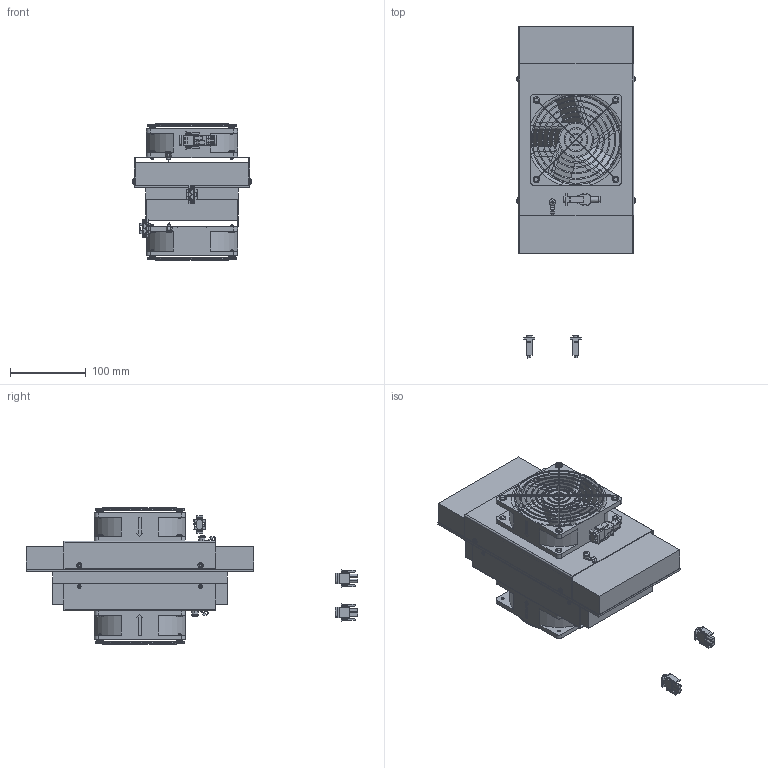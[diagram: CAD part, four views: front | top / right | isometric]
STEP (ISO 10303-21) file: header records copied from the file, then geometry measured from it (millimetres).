
FILE_DESCRIPTION (( 'STEP AP214' ), '1' );
FILE_NAME ('錨璃45.STEP', '2018-12-07T05:55:00', ( '' ), ( '' ), 'SwSTEP 2.0', 'SolidWorks 2016', '' );
FILE_SCHEMA (( 'AUTOMOTIVE_DESIGN' ));
Length unit declared in the file: millimetre
Products named in the file (1): 錨璃45
Bounding box: 156.42 x 437.44 x 179.68 mm (x, y, z)
Volume: 3330504.9 mm3; surface area: 709865.8 mm2
Topology: 56 solids, 56 shells, 1618 faces, 4206 edges, 2722 vertices
Faces by surface type: plane 759, cylinder 554, bspline 247, cone 46, torus 12
Entity records: 59846 total; most frequent: CARTESIAN_POINT 20336, ORIENTED_EDGE 8388, DIRECTION 7675, EDGE_CURVE 4194, AXIS2_PLACEMENT_3D 2733, VERTEX_POINT 2722, LINE 2209, VECTOR 2209
